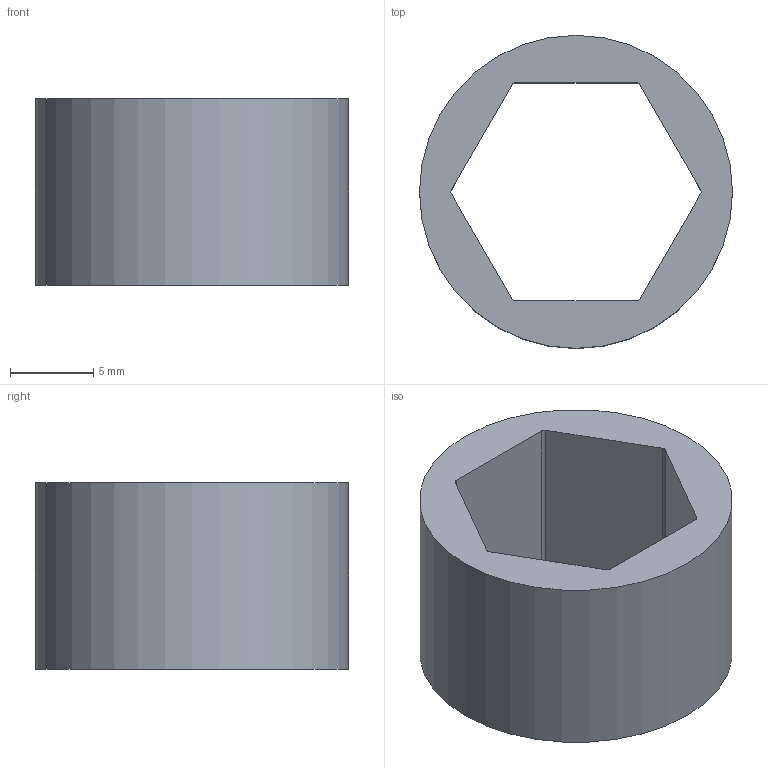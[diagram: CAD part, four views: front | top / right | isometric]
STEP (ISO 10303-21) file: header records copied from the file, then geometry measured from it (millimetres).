
FILE_DESCRIPTION (( 'STEP AP214' ), '1' );
FILE_NAME ('am-3986-440 0.440in Hex Spacer Extrusion.STEP', '2020-04-13T15:33:51', ( '' ), ( '' ), 'SwSTEP 2.0', 'SolidWorks 2019', '' );
FILE_SCHEMA (( 'AUTOMOTIVE_DESIGN' ));
Length unit declared in the file: inch
Products named in the file (1): am-3986-440 0.440in Hex Spacer Extrusion
Bounding box: 18.8 x 18.8 x 11.18 mm (x, y, z)
Volume: 1445.1 mm3; surface area: 1423.1 mm2
Topology: 1 solids, 1 shells, 15 faces, 39 edges, 26 vertices
Faces by surface type: plane 8, cylinder 7
Full cylindrical faces by diameter (mm): 18.796 x1
Entity records: 506 total; most frequent: DIRECTION 84, CARTESIAN_POINT 80, ORIENTED_EDGE 76, EDGE_CURVE 38, AXIS2_PLACEMENT_3D 30, VERTEX_POINT 26, LINE 24, VECTOR 24
